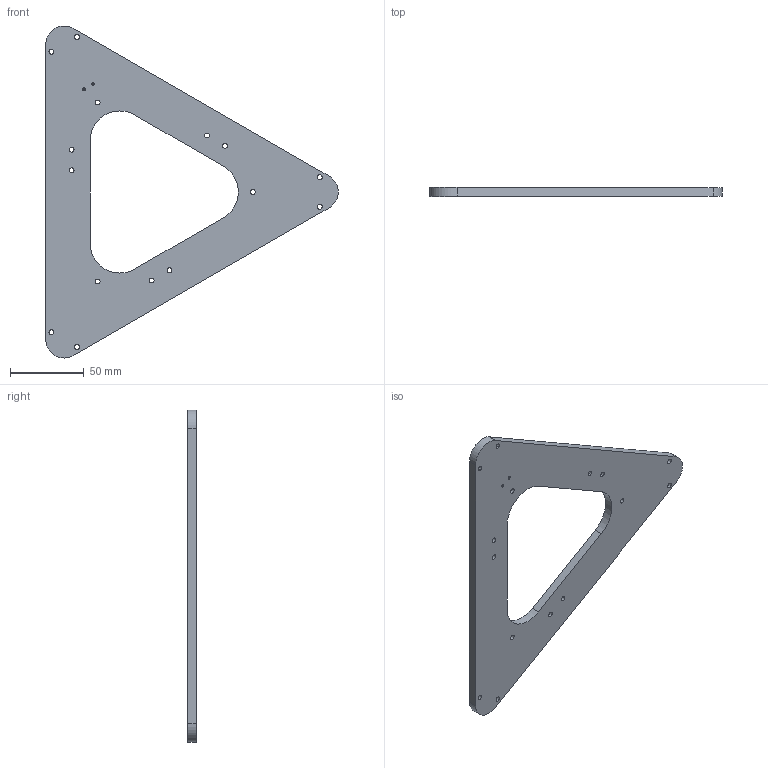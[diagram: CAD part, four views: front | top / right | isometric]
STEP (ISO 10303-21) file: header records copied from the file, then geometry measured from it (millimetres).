
FILE_DESCRIPTION((''),'2;1');
FILE_NAME('EEDURO-D-001-00','2015-01-15T',('slandis'),(''),'PRO/ENGINEER BY PARAMETRIC TECHNOLOGY CORPORATION, 2013050','PRO/ENGINEER BY PARAMETRIC TECHNOLOGY CORPORATION, 2013050','');
FILE_SCHEMA(('CONFIG_CONTROL_DESIGN'));
Length unit declared in the file: millimetre
Products named in the file (1): EEDURO-D-001-00
Bounding box: 198.21 x 6 x 225 mm (x, y, z)
Volume: 105448.2 mm3; surface area: 42721.8 mm2
Topology: 1 solids, 1 shells, 838 faces, 2411 edges, 1611 vertices
Faces by surface type: plane 755, cylinder 79, cone 4
Entity records: 27171 total; most frequent: CARTESIAN_POINT 4923, ORIENTED_EDGE 4822, DIRECTION 4233, EDGE_CURVE 2411, VECTOR 2203, LINE 2203, VERTEX_POINT 1611, AXIS2_PLACEMENT_3D 1015
